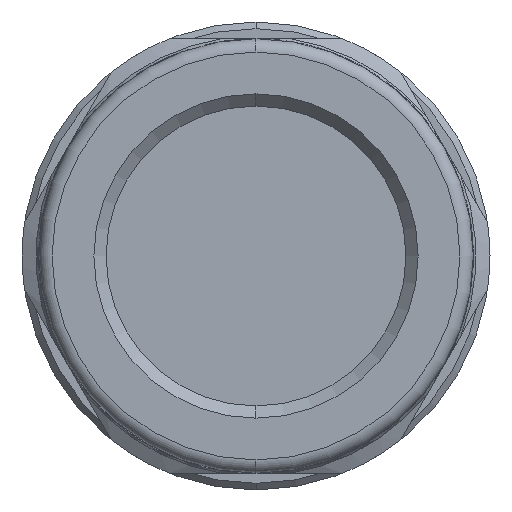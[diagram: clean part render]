
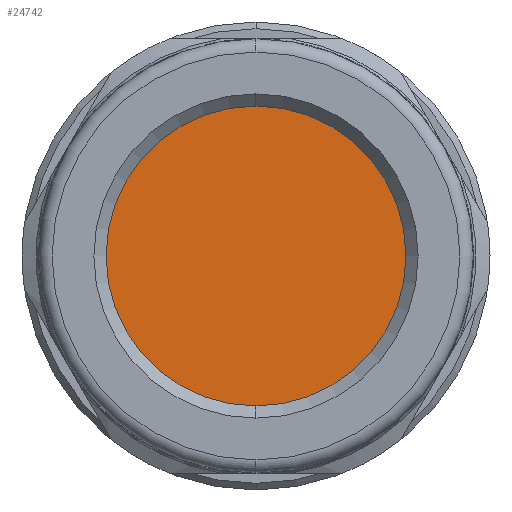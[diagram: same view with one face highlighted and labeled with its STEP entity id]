
A CAD part, left-side view. The second image highlights one B-rep face of the part: STEP entity #24742.
In plain terms, the highlighted planar face has unit normal (-1, 0, 0).
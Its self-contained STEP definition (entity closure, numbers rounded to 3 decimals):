
#1661 = CARTESIAN_POINT ( 'NONE',  ( -32.04, 0., 0. ) ) ;
#1662 = DIRECTION ( 'NONE',  ( -1., 0., 0. ) ) ;
#1663 = DIRECTION ( 'NONE',  ( 0., 0., -1. ) ) ;
#1916 = CARTESIAN_POINT ( 'NONE',  ( -32.04, 0., 0. ) ) ;
#1917 = DIRECTION ( 'NONE',  ( -1., 0., 0. ) ) ;
#1918 = DIRECTION ( 'NONE',  ( 0., 0., -1. ) ) ;
#3428 = FACE_OUTER_BOUND ( 'NONE', #4564, .T. ) ;
#4564 = EDGE_LOOP ( 'NONE', ( #36525, #36528 ) ) ;
#8591 = PLANE ( 'NONE',  #40390 ) ;
#8592 = CARTESIAN_POINT ( 'NONE',  ( -32.04, 0., 0. ) ) ;
#8593 = DIRECTION ( 'NONE',  ( 1., 0., 0. ) ) ;
#8594 = DIRECTION ( 'NONE',  ( 0., 0., -1. ) ) ;
#9189 = CARTESIAN_POINT ( 'NONE',  ( -32.04, 0., -22.425 ) ) ;
#9190 = CARTESIAN_POINT ( 'NONE',  ( -32.04, 0., 22.425 ) ) ;
#23069 = EDGE_CURVE ( 'NONE', #34326, #34327, #42845, .T. ) ;
#23170 = EDGE_CURVE ( 'NONE', #34327, #34326, #42993, .T. ) ;
#24742 = ADVANCED_FACE ( 'NONE', ( #3428 ), #8591, .F. ) ;
#34326 = VERTEX_POINT ( 'NONE', #9189 ) ;
#34327 = VERTEX_POINT ( 'NONE', #9190 ) ;
#36525 = ORIENTED_EDGE ( 'NONE', *, *, #23069, .T. ) ;
#36528 = ORIENTED_EDGE ( 'NONE', *, *, #23170, .T. ) ;
#40164 = AXIS2_PLACEMENT_3D ( 'NONE', #1661, #1662, #1663 ) ;
#40220 = AXIS2_PLACEMENT_3D ( 'NONE', #1916, #1917, #1918 ) ;
#40390 = AXIS2_PLACEMENT_3D ( 'NONE', #8592, #8593, #8594 ) ;
#42845 = CIRCLE ( 'NONE', #40164, 22.425 ) ;
#42993 = CIRCLE ( 'NONE', #40220, 22.425 ) ;
